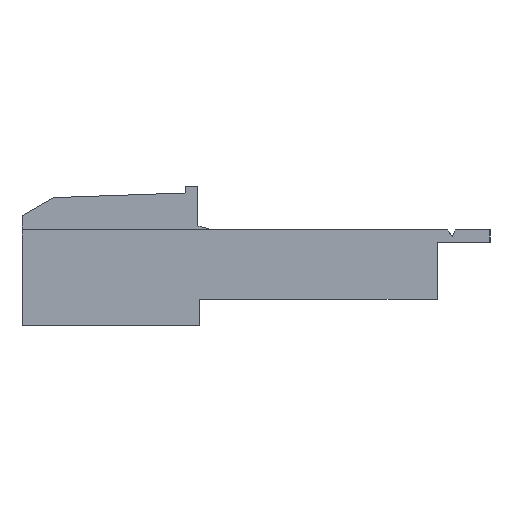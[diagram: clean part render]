
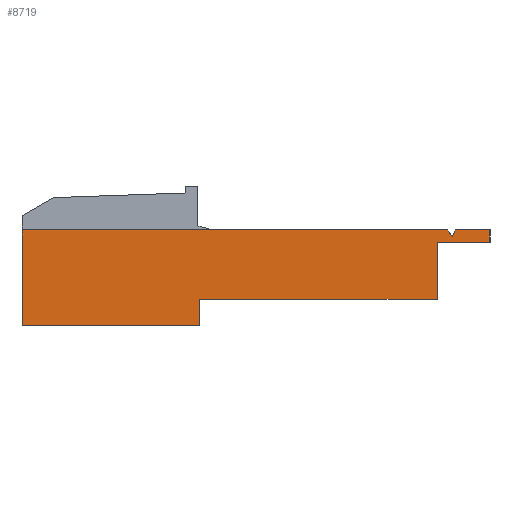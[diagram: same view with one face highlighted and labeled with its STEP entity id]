
A CAD part, left-side view. The second image highlights one B-rep face of the part: STEP entity #8719.
In plain terms, the highlighted planar face has unit normal (-1, 0, 0).
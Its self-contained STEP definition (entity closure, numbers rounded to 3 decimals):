
#1276=DIRECTION('',(0.,0.,1.));
#1277=VECTOR('',#1276,7.6);
#1278=CARTESIAN_POINT('',(-52.5,-55.5,-11.));
#1279=LINE('',#1278,#1277);
#1325=DIRECTION('',(0.,0.,-1.));
#1326=VECTOR('',#1325,1.6);
#1327=CARTESIAN_POINT('',(-52.5,-62.5,-1.8));
#1328=LINE('',#1327,#1326);
#1332=DIRECTION('',(0.,1.,0.));
#1333=VECTOR('',#1332,7.);
#1334=CARTESIAN_POINT('',(-52.5,-62.5,-3.4));
#1335=LINE('',#1334,#1333);
#1339=DIRECTION('',(0.,1.,0.));
#1340=VECTOR('',#1339,31.5);
#1341=CARTESIAN_POINT('',(-52.5,-55.5,-11.));
#1342=LINE('',#1341,#1340);
#1346=DIRECTION('',(0.,0.,-1.));
#1347=VECTOR('',#1346,3.5);
#1348=CARTESIAN_POINT('',(-52.5,-24.,-11.));
#1349=LINE('',#1348,#1347);
#1353=DIRECTION('',(0.,0.,1.));
#1354=VECTOR('',#1353,12.7);
#1355=CARTESIAN_POINT('',(-52.5,-0.5,-14.5));
#1356=LINE('',#1355,#1354);
#1360=DIRECTION('',(0.,-1.,0.));
#1361=VECTOR('',#1360,54.994);
#1362=CARTESIAN_POINT('',(-52.5,-0.5,-1.8));
#1363=LINE('',#1362,#1361);
#1367=DIRECTION('',(0.,-1.,0.));
#1368=VECTOR('',#1367,1.399);
#1369=CARTESIAN_POINT('',(-52.5,-55.494,-1.8));
#1370=LINE('',#1369,#1368);
#1374=DIRECTION('',(0.,-0.587,-0.809));
#1375=VECTOR('',#1374,1.034);
#1376=CARTESIAN_POINT('',(-52.5,-56.893,-1.8));
#1377=LINE('',#1376,#1375);
#1381=DIRECTION('',(0.,-0.426,0.905));
#1382=VECTOR('',#1381,0.925);
#1383=CARTESIAN_POINT('',(-52.5,-57.5,-2.637));
#1384=LINE('',#1383,#1382);
#1388=DIRECTION('',(0.,-1.,0.));
#1389=VECTOR('',#1388,4.606);
#1390=CARTESIAN_POINT('',(-52.5,-57.894,-1.8));
#1391=LINE('',#1390,#1389);
#1402=DIRECTION('',(0.,-1.,0.));
#1403=VECTOR('',#1402,23.5);
#1404=CARTESIAN_POINT('',(-52.5,-0.5,-14.5));
#1405=LINE('',#1404,#1403);
#6966=CARTESIAN_POINT('',(-52.5,-62.5,-3.4));
#6968=VERTEX_POINT('',#6966);
#6970=CARTESIAN_POINT('',(-52.5,-62.5,-1.8));
#6971=VERTEX_POINT('',#6970);
#7103=CARTESIAN_POINT('',(-52.5,-55.5,-3.4));
#7105=VERTEX_POINT('',#7103);
#7108=CARTESIAN_POINT('',(-52.5,-55.5,-11.));
#7109=VERTEX_POINT('',#7108);
#7118=CARTESIAN_POINT('',(-52.5,-24.,-11.));
#7119=VERTEX_POINT('',#7118);
#7120=CARTESIAN_POINT('',(-52.5,-24.,-14.5));
#7121=VERTEX_POINT('',#7120);
#7122=CARTESIAN_POINT('',(-52.5,-0.5,-14.5));
#7123=VERTEX_POINT('',#7122);
#7124=CARTESIAN_POINT('',(-52.5,-0.5,-1.8));
#7125=VERTEX_POINT('',#7124);
#7126=CARTESIAN_POINT('',(-52.5,-55.494,-1.8));
#7127=VERTEX_POINT('',#7126);
#7128=CARTESIAN_POINT('',(-52.5,-56.893,-1.8));
#7129=VERTEX_POINT('',#7128);
#7130=CARTESIAN_POINT('',(-52.5,-57.5,-2.637));
#7131=VERTEX_POINT('',#7130);
#7132=CARTESIAN_POINT('',(-52.5,-57.894,-1.8));
#7133=VERTEX_POINT('',#7132);
#8692=CARTESIAN_POINT('',(-52.5,-0.5,-1.8));
#8693=DIRECTION('',(-1.,0.,0.));
#8694=DIRECTION('',(0.,0.,-1.));
#8695=AXIS2_PLACEMENT_3D('',#8692,#8693,#8694);
#8696=PLANE('',#8695);
#8697=ORIENTED_EDGE('',*,*,#8485,.T.);
#8698=ORIENTED_EDGE('',*,*,#8634,.T.);
#8699=ORIENTED_EDGE('',*,*,#8652,.F.);
#8700=ORIENTED_EDGE('',*,*,#8683,.T.);
#8702=ORIENTED_EDGE('',*,*,#8701,.T.);
#8704=ORIENTED_EDGE('',*,*,#8703,.F.);
#8706=ORIENTED_EDGE('',*,*,#8705,.T.);
#8708=ORIENTED_EDGE('',*,*,#8707,.T.);
#8710=ORIENTED_EDGE('',*,*,#8709,.T.);
#8712=ORIENTED_EDGE('',*,*,#8711,.T.);
#8714=ORIENTED_EDGE('',*,*,#8713,.T.);
#8716=ORIENTED_EDGE('',*,*,#8715,.T.);
#8717=EDGE_LOOP('',(#8697,#8698,#8699,#8700,#8702,#8704,#8706,#8708,#8710,#8712,
#8714,#8716));
#8718=FACE_OUTER_BOUND('',#8717,.F.);
#8485=EDGE_CURVE('',#6971,#6968,#1328,.T.);
#8634=EDGE_CURVE('',#6968,#7105,#1335,.T.);
#8652=EDGE_CURVE('',#7109,#7105,#1279,.T.);
#8683=EDGE_CURVE('',#7109,#7119,#1342,.T.);
#8701=EDGE_CURVE('',#7119,#7121,#1349,.T.);
#8703=EDGE_CURVE('',#7123,#7121,#1405,.T.);
#8705=EDGE_CURVE('',#7123,#7125,#1356,.T.);
#8707=EDGE_CURVE('',#7125,#7127,#1363,.T.);
#8709=EDGE_CURVE('',#7127,#7129,#1370,.T.);
#8711=EDGE_CURVE('',#7129,#7131,#1377,.T.);
#8713=EDGE_CURVE('',#7131,#7133,#1384,.T.);
#8715=EDGE_CURVE('',#7133,#6971,#1391,.T.);
#8719=ADVANCED_FACE('',(#8718),#8696,.T.);
